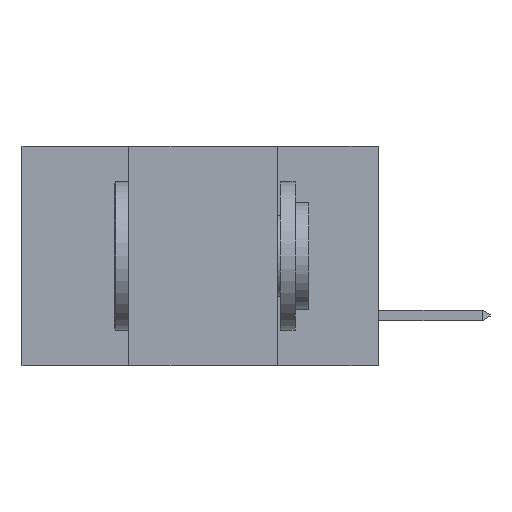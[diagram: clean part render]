
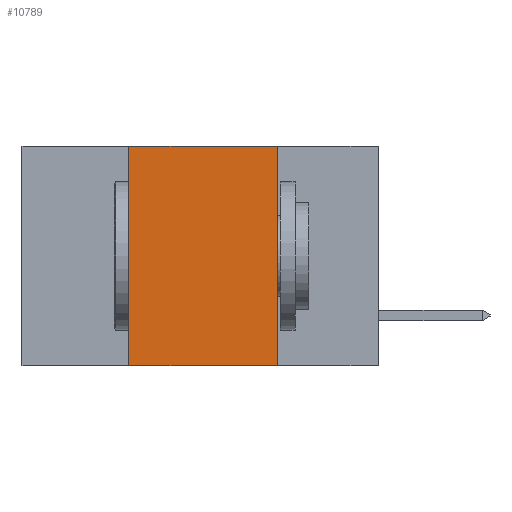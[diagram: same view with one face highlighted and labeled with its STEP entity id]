
A CAD part, left-side view. The second image highlights one B-rep face of the part: STEP entity #10789.
In plain terms, the highlighted planar face has unit normal (-1, 0, 0).
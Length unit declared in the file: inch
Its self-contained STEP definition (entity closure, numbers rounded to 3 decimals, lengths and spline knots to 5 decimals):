
#770 = EDGE_CURVE ( 'NONE', #10759, #10420, #12224, .T. ) ;
#1046 = LINE ( 'NONE', #1814, #9753 ) ;
#1596 = VERTEX_POINT ( 'NONE', #8236 ) ;
#1679 = DIRECTION ( 'NONE',  ( 0., 0., 1. ) ) ;
#1759 = FACE_OUTER_BOUND ( 'NONE', #7654, .T. ) ;
#1814 = CARTESIAN_POINT ( 'NONE',  ( 0., 0.42, -0.37 ) ) ;
#2373 = VECTOR ( 'NONE', #17236, 39.37008 ) ;
#4618 = LINE ( 'NONE', #13752, #2373 ) ;
#5562 = ORIENTED_EDGE ( 'NONE', *, *, #770, .F. ) ;
#5641 = CARTESIAN_POINT ( 'NONE',  ( 0., 0.17, -0.37 ) ) ;
#5642 = ORIENTED_EDGE ( 'NONE', *, *, #6615, .T. ) ;
#6296 = LINE ( 'NONE', #15134, #9272 ) ;
#6463 = DIRECTION ( 'NONE',  ( 0., -1., 0. ) ) ;
#6615 = EDGE_CURVE ( 'NONE', #7061, #10420, #4618, .T. ) ;
#7061 = VERTEX_POINT ( 'NONE', #9522 ) ;
#7654 = EDGE_LOOP ( 'NONE', ( #5562, #18121, #9887, #5642 ) ) ;
#7900 = DIRECTION ( 'NONE',  ( 0., 0., -1. ) ) ;
#8039 = DIRECTION ( 'NONE',  ( 1., 0., 0. ) ) ;
#8129 = CARTESIAN_POINT ( 'NONE',  ( 0., 0.6, 0. ) ) ;
#8236 = CARTESIAN_POINT ( 'NONE',  ( 0., 0.42, 0. ) ) ;
#8666 = PLANE ( 'NONE',  #14060 ) ;
#8903 = EDGE_CURVE ( 'NONE', #7061, #1596, #1046, .T. ) ;
#9272 = VECTOR ( 'NONE', #6463, 39.37008 ) ;
#9522 = CARTESIAN_POINT ( 'NONE',  ( 0., 0.42, -0.37 ) ) ;
#9753 = VECTOR ( 'NONE', #1679, 39.37008 ) ;
#9887 = ORIENTED_EDGE ( 'NONE', *, *, #8903, .F. ) ;
#10243 = CARTESIAN_POINT ( 'NONE',  ( 0., 0.17, 0. ) ) ;
#10420 = VERTEX_POINT ( 'NONE', #5641 ) ;
#10759 = VERTEX_POINT ( 'NONE', #10243 ) ;
#10789 = ADVANCED_FACE ( 'NONE', ( #1759 ), #8666, .F. ) ;
#12224 = LINE ( 'NONE', #20266, #15750 ) ;
#13752 = CARTESIAN_POINT ( 'NONE',  ( 0., 0.6, -0.37 ) ) ;
#14060 = AXIS2_PLACEMENT_3D ( 'NONE', #8129, #8039, #7900 ) ;
#15134 = CARTESIAN_POINT ( 'NONE',  ( 0., 0.6, 0. ) ) ;
#15750 = VECTOR ( 'NONE', #16405, 39.37008 ) ;
#16405 = DIRECTION ( 'NONE',  ( 0., 0., -1. ) ) ;
#17236 = DIRECTION ( 'NONE',  ( 0., -1., 0. ) ) ;
#17515 = EDGE_CURVE ( 'NONE', #1596, #10759, #6296, .T. ) ;
#18121 = ORIENTED_EDGE ( 'NONE', *, *, #17515, .F. ) ;
#20266 = CARTESIAN_POINT ( 'NONE',  ( 0., 0.17, -0.37 ) ) ;
